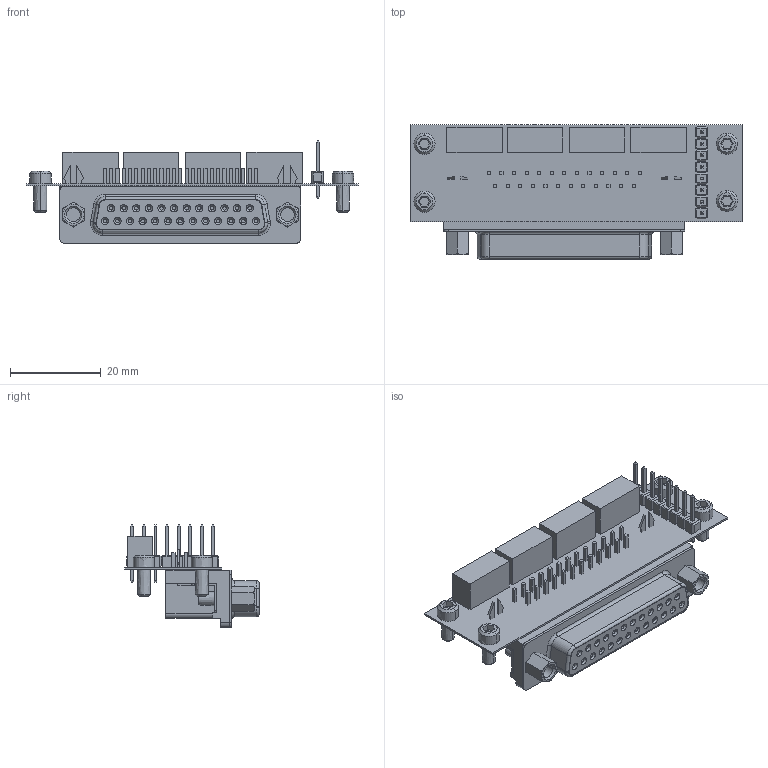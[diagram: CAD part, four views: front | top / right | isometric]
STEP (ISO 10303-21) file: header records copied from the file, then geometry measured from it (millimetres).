
FILE_DESCRIPTION(('Open CASCADE Model'),'2;1');
FILE_NAME('Open CASCADE Shape Model','2019-01-28T10:06:23',('Author'),( 'Open CASCADE'),'Open CASCADE STEP processor 6.8','Open CASCADE 6.8' ,'Unknown');
FILE_SCHEMA(('AUTOMOTIVE_DESIGN { 1 0 10303 214 1 1 1 1 }'));
Length unit declared in the file: millimetre
Products named in the file (21): PCB; Board; Open CASCADE STEP translator 6.8 1.1.1; J1; User_Library-d-sub25_connector; P5; Pin_Header_1x8_TH_Pitch_2.54mm; Open CASCADE STEP translator 6.8 1.3.1.1; Open CASCADE STEP translator 6.8 1.3.1.2; Open CASCADE STEP translator 6.8 1.3.1.3; P1; 8626246560; Extruded; P2; P4; P3; MH; 4_40_Screw; MH3; MH2; MH1
Assembly tree (26 placements, depth 4):
  PCB
    Board
      Open CASCADE STEP translator 6.8 1.1.1
    J1
      User_Library-d-sub25_connector
    P5
      Pin_Header_1x8_TH_Pitch_2.54mm
        Open CASCADE STEP translator 6.8 1.3.1.1
        Open CASCADE STEP translator 6.8 1.3.1.2
        Open CASCADE STEP translator 6.8 1.3.1.3
    P1
      8626246560
        Extruded
    P2
      8626246560
        Extruded
    P4
      8626246560
        Extruded
    P3
      8626246560
        Extruded
    MH
      4_40_Screw
    MH3
      4_40_Screw
    MH2
      4_40_Screw
    MH1
      4_40_Screw
Bounding box: 73.03 x 29.53 x 22.53 mm (x, y, z)
Volume: 11513.6 mm3; surface area: 15291.3 mm2
Topology: 51 solids, 59 shells, 989 faces, 2434 edges, 1562 vertices
Faces by surface type: plane 667, bspline 136, cylinder 106, cone 58, torus 22
Entity records: 27401 total; most frequent: CARTESIAN_POINT 6705, ORIENTED_EDGE 4402, DIRECTION 3492, EDGE_CURVE 2229, VERTEX_POINT 1433, AXIS2_PLACEMENT_3D 1177, LINE 1138, VECTOR 1138
